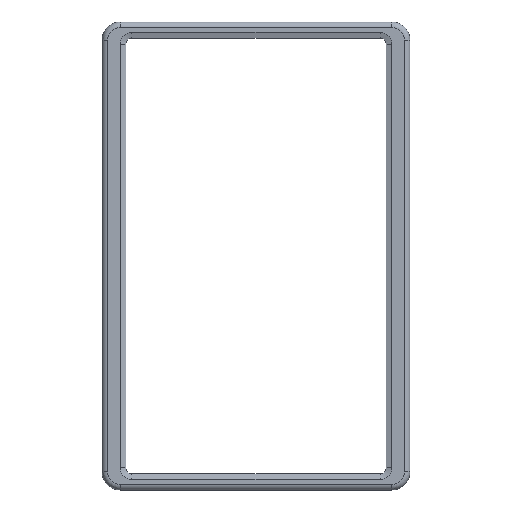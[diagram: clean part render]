
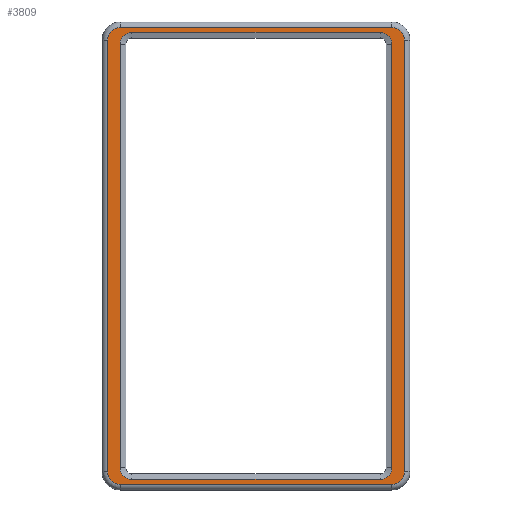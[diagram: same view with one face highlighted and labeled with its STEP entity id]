
A CAD part, top view. The second image highlights one B-rep face of the part: STEP entity #3809.
In plain terms, the highlighted planar face has unit normal (0, 0, 1).
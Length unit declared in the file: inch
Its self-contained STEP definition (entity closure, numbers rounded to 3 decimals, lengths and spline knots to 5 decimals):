
#20=FACE_BOUND('',#785,.T.);
#333=CIRCLE('',#4224,0.25689);
#337=CIRCLE('',#4230,0.25689);
#341=CIRCLE('',#4236,0.25689);
#345=CIRCLE('',#4242,0.25689);
#348=CIRCLE('',#4247,0.24311);
#349=CIRCLE('',#4248,0.24311);
#350=CIRCLE('',#4249,0.24311);
#351=CIRCLE('',#4250,0.24311);
#550=FACE_OUTER_BOUND('',#784,.T.);
#784=EDGE_LOOP('',(#3167,#3168,#3169,#3170,#3171,#3172,#3173,#3174));
#785=EDGE_LOOP('',(#3175,#3176,#3177,#3178,#3179,#3180,#3181,#3182));
#1116=LINE('',#6438,#1457);
#1118=LINE('',#6450,#1459);
#1120=LINE('',#6462,#1461);
#1122=LINE('',#6471,#1463);
#1123=LINE('',#6475,#1464);
#1124=LINE('',#6479,#1465);
#1125=LINE('',#6483,#1466);
#1126=LINE('',#6487,#1467);
#1457=VECTOR('',#5269,0.3937);
#1459=VECTOR('',#5283,0.3937);
#1461=VECTOR('',#5297,0.3937);
#1463=VECTOR('',#5309,0.3937);
#1464=VECTOR('',#5312,0.3937);
#1465=VECTOR('',#5315,0.3937);
#1466=VECTOR('',#5318,0.3937);
#1467=VECTOR('',#5321,0.3937);
#1805=VERTEX_POINT('',#6426);
#1806=VERTEX_POINT('',#6428);
#1808=VERTEX_POINT('',#6434);
#1810=VERTEX_POINT('',#6440);
#1812=VERTEX_POINT('',#6446);
#1814=VERTEX_POINT('',#6452);
#1816=VERTEX_POINT('',#6458);
#1818=VERTEX_POINT('',#6464);
#1820=VERTEX_POINT('',#6473);
#1821=VERTEX_POINT('',#6474);
#1822=VERTEX_POINT('',#6476);
#1823=VERTEX_POINT('',#6478);
#1824=VERTEX_POINT('',#6480);
#1825=VERTEX_POINT('',#6482);
#1826=VERTEX_POINT('',#6484);
#1827=VERTEX_POINT('',#6486);
#2300=EDGE_CURVE('',#1805,#1806,#333,.T.);
#2305=EDGE_CURVE('',#1806,#1808,#1116,.T.);
#2306=EDGE_CURVE('',#1808,#1810,#337,.T.);
#2311=EDGE_CURVE('',#1810,#1812,#1118,.T.);
#2312=EDGE_CURVE('',#1812,#1814,#341,.T.);
#2317=EDGE_CURVE('',#1814,#1816,#1120,.T.);
#2318=EDGE_CURVE('',#1816,#1818,#345,.T.);
#2322=EDGE_CURVE('',#1818,#1805,#1122,.T.);
#2323=EDGE_CURVE('',#1820,#1821,#1123,.T.);
#2324=EDGE_CURVE('',#1822,#1820,#348,.T.);
#2325=EDGE_CURVE('',#1823,#1822,#1124,.T.);
#2326=EDGE_CURVE('',#1824,#1823,#349,.T.);
#2327=EDGE_CURVE('',#1825,#1824,#1125,.T.);
#2328=EDGE_CURVE('',#1826,#1825,#350,.T.);
#2329=EDGE_CURVE('',#1827,#1826,#1126,.T.);
#2330=EDGE_CURVE('',#1821,#1827,#351,.T.);
#3167=ORIENTED_EDGE('',*,*,#2300,.F.);
#3168=ORIENTED_EDGE('',*,*,#2322,.F.);
#3169=ORIENTED_EDGE('',*,*,#2318,.F.);
#3170=ORIENTED_EDGE('',*,*,#2317,.F.);
#3171=ORIENTED_EDGE('',*,*,#2312,.F.);
#3172=ORIENTED_EDGE('',*,*,#2311,.F.);
#3173=ORIENTED_EDGE('',*,*,#2306,.F.);
#3174=ORIENTED_EDGE('',*,*,#2305,.F.);
#3175=ORIENTED_EDGE('',*,*,#2323,.F.);
#3176=ORIENTED_EDGE('',*,*,#2324,.F.);
#3177=ORIENTED_EDGE('',*,*,#2325,.F.);
#3178=ORIENTED_EDGE('',*,*,#2326,.F.);
#3179=ORIENTED_EDGE('',*,*,#2327,.F.);
#3180=ORIENTED_EDGE('',*,*,#2328,.F.);
#3181=ORIENTED_EDGE('',*,*,#2329,.F.);
#3182=ORIENTED_EDGE('',*,*,#2330,.F.);
#3596=PLANE('',#4246);
#3809=ADVANCED_FACE('',(#550,#20),#3596,.T.);
#4224=AXIS2_PLACEMENT_3D('',#6429,#5258,#5259);
#4230=AXIS2_PLACEMENT_3D('',#6441,#5272,#5273);
#4236=AXIS2_PLACEMENT_3D('',#6453,#5286,#5287);
#4242=AXIS2_PLACEMENT_3D('',#6465,#5300,#5301);
#4246=AXIS2_PLACEMENT_3D('',#6472,#5310,#5311);
#4247=AXIS2_PLACEMENT_3D('',#6477,#5313,#5314);
#4248=AXIS2_PLACEMENT_3D('',#6481,#5316,#5317);
#4249=AXIS2_PLACEMENT_3D('',#6485,#5319,#5320);
#4250=AXIS2_PLACEMENT_3D('',#6488,#5322,#5323);
#5258=DIRECTION('center_axis',(0.,0.,-1.));
#5259=DIRECTION('ref_axis',(0.707,-0.707,0.));
#5269=DIRECTION('',(-1.,0.,0.));
#5272=DIRECTION('center_axis',(0.,0.,-1.));
#5273=DIRECTION('ref_axis',(-0.707,-0.707,0.));
#5283=DIRECTION('',(0.,1.,0.));
#5286=DIRECTION('center_axis',(0.,0.,-1.));
#5287=DIRECTION('ref_axis',(-0.707,0.707,0.));
#5297=DIRECTION('',(1.,0.,0.));
#5300=DIRECTION('center_axis',(0.,0.,-1.));
#5301=DIRECTION('ref_axis',(0.707,0.707,0.));
#5309=DIRECTION('',(0.,-1.,0.));
#5310=DIRECTION('center_axis',(0.,0.,1.));
#5311=DIRECTION('ref_axis',(1.,0.,0.));
#5312=DIRECTION('',(0.,-1.,0.));
#5313=DIRECTION('center_axis',(0.,0.,1.));
#5314=DIRECTION('ref_axis',(-0.707,0.707,0.));
#5315=DIRECTION('',(-1.,0.,0.));
#5316=DIRECTION('center_axis',(0.,0.,1.));
#5317=DIRECTION('ref_axis',(0.707,0.707,0.));
#5318=DIRECTION('',(0.,1.,0.));
#5319=DIRECTION('center_axis',(0.,0.,1.));
#5320=DIRECTION('ref_axis',(0.707,-0.707,0.));
#5321=DIRECTION('',(1.,0.,0.));
#5322=DIRECTION('center_axis',(0.,0.,1.));
#5323=DIRECTION('ref_axis',(-0.707,-0.707,0.));
#6426=CARTESIAN_POINT('',(3.08071,-4.4872,0.11811));
#6428=CARTESIAN_POINT('',(2.82382,-4.74409,0.11811));
#6429=CARTESIAN_POINT('Origin',(2.82382,-4.4872,0.11811));
#6434=CARTESIAN_POINT('',(-2.82382,-4.74409,0.11811));
#6438=CARTESIAN_POINT('',(-1.59941,-4.74409,0.11811));
#6440=CARTESIAN_POINT('',(-3.08071,-4.4872,0.11811));
#6441=CARTESIAN_POINT('Origin',(-2.82382,-4.4872,0.11811));
#6446=CARTESIAN_POINT('',(-3.08071,4.4872,0.11811));
#6450=CARTESIAN_POINT('',(-3.08071,2.4311,0.11811));
#6452=CARTESIAN_POINT('',(-2.82382,4.74409,0.11811));
#6453=CARTESIAN_POINT('Origin',(-2.82382,4.4872,0.11811));
#6458=CARTESIAN_POINT('',(2.82382,4.74409,0.11811));
#6462=CARTESIAN_POINT('',(1.59941,4.74409,0.11811));
#6464=CARTESIAN_POINT('',(3.08071,4.4872,0.11811));
#6465=CARTESIAN_POINT('Origin',(2.82382,4.4872,0.11811));
#6471=CARTESIAN_POINT('',(3.08071,-2.4311,0.11811));
#6472=CARTESIAN_POINT('Origin',(0.,0.,0.11811));
#6473=CARTESIAN_POINT('',(-2.82323,4.40098,0.11811));
#6474=CARTESIAN_POINT('',(-2.82323,-4.40098,0.11811));
#6475=CARTESIAN_POINT('',(-2.82323,-2.26299,0.11811));
#6476=CARTESIAN_POINT('',(-2.58012,4.64409,0.11811));
#6477=CARTESIAN_POINT('Origin',(-2.58012,4.40098,0.11811));
#6478=CARTESIAN_POINT('',(2.58012,4.64409,0.11811));
#6479=CARTESIAN_POINT('',(-1.35256,4.64409,0.11811));
#6480=CARTESIAN_POINT('',(2.82323,4.40098,0.11811));
#6481=CARTESIAN_POINT('Origin',(2.58012,4.40098,0.11811));
#6482=CARTESIAN_POINT('',(2.82323,-4.40098,0.11811));
#6483=CARTESIAN_POINT('',(2.82323,2.26299,0.11811));
#6484=CARTESIAN_POINT('',(2.58012,-4.64409,0.11811));
#6485=CARTESIAN_POINT('Origin',(2.58012,-4.40098,0.11811));
#6486=CARTESIAN_POINT('',(-2.58012,-4.64409,0.11811));
#6487=CARTESIAN_POINT('',(1.35256,-4.64409,0.11811));
#6488=CARTESIAN_POINT('Origin',(-2.58012,-4.40098,0.11811));
